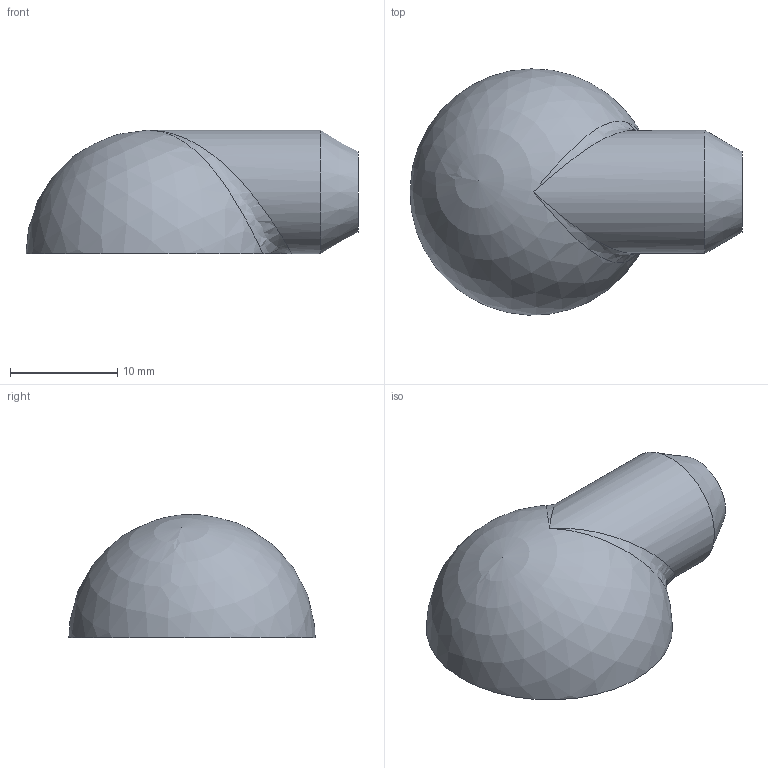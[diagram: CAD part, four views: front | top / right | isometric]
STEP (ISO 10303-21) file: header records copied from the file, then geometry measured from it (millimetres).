
FILE_DESCRIPTION(/* description */ ('','CAx-IF Rec.Pracs.---Representation and Presentation of Product Manufacturing Information (PMI)---4.0---2014-10-13'),/* implementation_level */ '2;1');
FILE_NAME(/* name */ 'Pendulum Axle to Moment Adapter 6mm shaft.step',/* time_stamp */ '2025-05-18T20:52:56-04:00',/* author */ (''),/* organization */ (''),/* preprocessor_version */ 'ST-DEVELOPER v20',/* originating_system */ 'Autodesk Translation Framework v13.20.0.188',/* authorisation */ '');
FILE_SCHEMA (('AP242_MANAGED_MODEL_BASED_3D_ENGINEERING_MIM_LF { 1 0 10303 442 1 1 4 }'));
Length unit declared in the file: millimetre
Products named in the file (1): Pendulum Axle to Moment Adapter 6mm shaft
Bounding box: 31 x 22.99 x 11.5 mm (x, y, z)
Volume: 3322.4 mm3; surface area: 2008.5 mm2
Topology: 1 solids, 1 shells, 10 faces, 29 edges, 17 vertices
Faces by surface type: cylinder 3, cone 2, plane 2, bspline 2, sphere 1
Full cylindrical faces by diameter (mm): 6.05 x1, 8.1 x1, 11.5 x1
Entity records: 619 total; most frequent: CARTESIAN_POINT 354, ORIENTED_EDGE 50, DIRECTION 43, EDGE_CURVE 25, AXIS2_PLACEMENT_3D 19, VERTEX_POINT 17, EDGE_LOOP 12, B_SPLINE_CURVE_WITH_KNOTS 10
